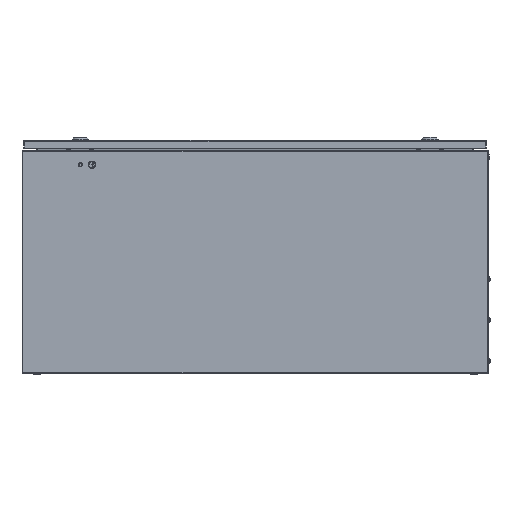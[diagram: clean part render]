
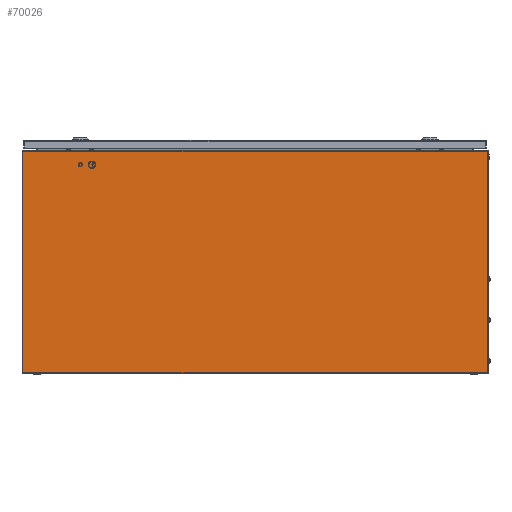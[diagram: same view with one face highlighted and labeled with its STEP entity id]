
A CAD part, left-side view. The second image highlights one B-rep face of the part: STEP entity #70026.
In plain terms, the highlighted planar face has unit normal (-1, 0, 0).
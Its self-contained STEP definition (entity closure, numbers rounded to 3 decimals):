
#2271 = VERTEX_POINT ( 'NONE', #59560 ) ;
#6776 = DIRECTION ( 'NONE',  ( 0., 0., -1. ) ) ;
#8581 = EDGE_CURVE ( 'NONE', #2271, #56051, #21895, .T. ) ;
#10998 = CARTESIAN_POINT ( 'NONE',  ( 0., 0., 0. ) ) ;
#21090 = AXIS2_PLACEMENT_3D ( 'NONE', #22259, #27480, #72856 ) ;
#21895 = LINE ( 'NONE', #26396, #66035 ) ;
#22259 = CARTESIAN_POINT ( 'NONE',  ( 0., 0., 383. ) ) ;
#22419 = DIRECTION ( 'NONE',  ( 0., -1., 0. ) ) ;
#22809 = EDGE_CURVE ( 'NONE', #66589, #56051, #54270, .T. ) ;
#23523 = LINE ( 'NONE', #40267, #42504 ) ;
#24821 = CARTESIAN_POINT ( 'NONE',  ( 0., 800., 0. ) ) ;
#25925 = VECTOR ( 'NONE', #22419, 1000. ) ;
#26396 = CARTESIAN_POINT ( 'NONE',  ( 0., 0., 383. ) ) ;
#27480 = DIRECTION ( 'NONE',  ( 1., 0., 0. ) ) ;
#29003 = EDGE_LOOP ( 'NONE', ( #60206, #66493, #44060, #35351 ) ) ;
#35351 = ORIENTED_EDGE ( 'NONE', *, *, #51292, .T. ) ;
#37883 = PLANE ( 'NONE',  #21090 ) ;
#40267 = CARTESIAN_POINT ( 'NONE',  ( 0., 800., 383. ) ) ;
#41341 = VECTOR ( 'NONE', #71362, 1000. ) ;
#42504 = VECTOR ( 'NONE', #6776, 1000. ) ;
#44060 = ORIENTED_EDGE ( 'NONE', *, *, #51322, .F. ) ;
#49067 = FACE_OUTER_BOUND ( 'NONE', #29003, .T. ) ;
#51090 = LINE ( 'NONE', #68928, #25925 ) ;
#51292 = EDGE_CURVE ( 'NONE', #69754, #66589, #23523, .T. ) ;
#51322 = EDGE_CURVE ( 'NONE', #69754, #2271, #51090, .T. ) ;
#54270 = LINE ( 'NONE', #65429, #41341 ) ;
#56051 = VERTEX_POINT ( 'NONE', #10998 ) ;
#59560 = CARTESIAN_POINT ( 'NONE',  ( 0., 0., 383. ) ) ;
#60206 = ORIENTED_EDGE ( 'NONE', *, *, #22809, .T. ) ;
#65429 = CARTESIAN_POINT ( 'NONE',  ( 0., 0., 0. ) ) ;
#66035 = VECTOR ( 'NONE', #72500, 1000. ) ;
#66493 = ORIENTED_EDGE ( 'NONE', *, *, #8581, .F. ) ;
#66589 = VERTEX_POINT ( 'NONE', #24821 ) ;
#68928 = CARTESIAN_POINT ( 'NONE',  ( 0., 0., 383. ) ) ;
#69754 = VERTEX_POINT ( 'NONE', #72139 ) ;
#70026 = ADVANCED_FACE ( 'NONE', ( #49067 ), #37883, .F. ) ;
#71362 = DIRECTION ( 'NONE',  ( 0., -1., 0. ) ) ;
#72139 = CARTESIAN_POINT ( 'NONE',  ( 0., 800., 383. ) ) ;
#72500 = DIRECTION ( 'NONE',  ( 0., 0., -1. ) ) ;
#72856 = DIRECTION ( 'NONE',  ( 0., 0., -1. ) ) ;
